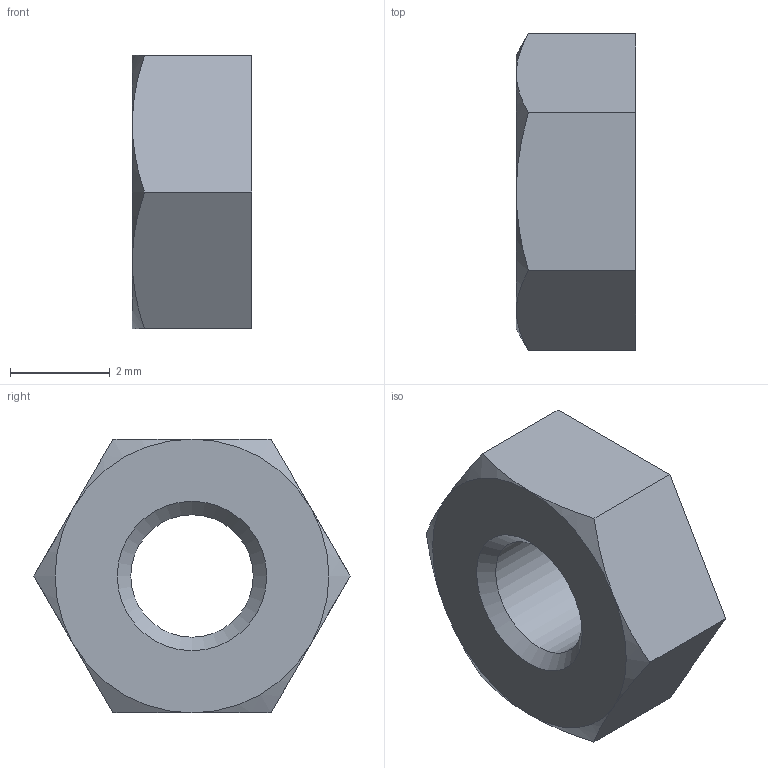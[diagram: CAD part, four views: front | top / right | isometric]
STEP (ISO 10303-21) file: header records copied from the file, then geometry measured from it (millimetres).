
FILE_DESCRIPTION(/* description */ (''),/* implementation_level */ '2;1');
FILE_NAME(/* name */ 'SLBNR3 v1.step',/* time_stamp */ '2021-05-20T07:31:09+09:00',/* author */ (''),/* organization */ (''),/* preprocessor_version */ 'ST-DEVELOPER v18.1',/* originating_system */ 'Autodesk Translation Framework v10.6.0.1341',/* authorisation */ '');
FILE_SCHEMA (('AUTOMOTIVE_DESIGN { 1 0 10303 214 3 1 1 }'));
Length unit declared in the file: millimetre
Products named in the file (1): SLBNR3
Bounding box: 2.4 x 6.35 x 5.5 mm (x, y, z)
Volume: 50.7 mm3; surface area: 103.7 mm2
Topology: 1 solids, 1 shells, 17 faces, 38 edges, 23 vertices
Faces by surface type: cone 8, plane 8, cylinder 1
Full cylindrical faces by diameter (mm): 2.459 x1
Entity records: 492 total; most frequent: CARTESIAN_POINT 103, ORIENTED_EDGE 76, DIRECTION 73, EDGE_CURVE 38, AXIS2_PLACEMENT_3D 29, VERTEX_POINT 23, EDGE_LOOP 19, FACE_OUTER_BOUND 17
